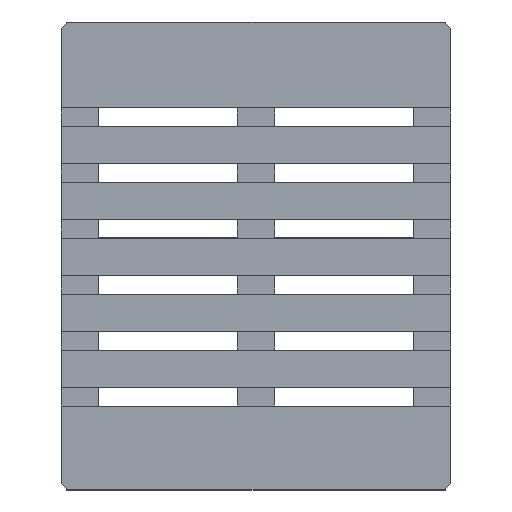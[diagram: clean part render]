
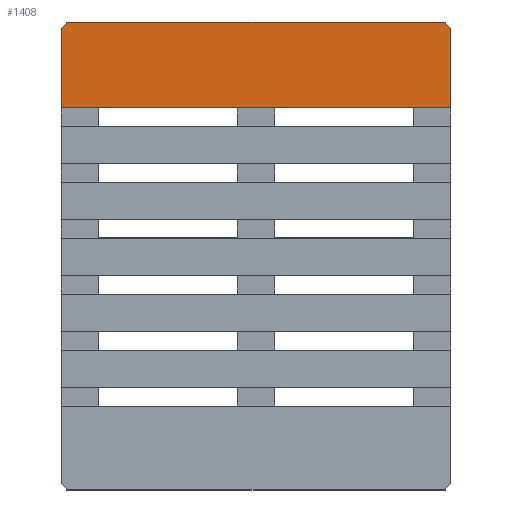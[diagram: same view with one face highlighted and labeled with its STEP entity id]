
A CAD part, top view. The second image highlights one B-rep face of the part: STEP entity #1408.
In plain terms, the highlighted planar face has unit normal (0, 0, 1).
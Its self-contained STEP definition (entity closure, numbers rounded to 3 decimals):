
#325 = VERTEX_POINT('',#326);
#326 = CARTESIAN_POINT('',(50.25,59.168,12.2));
#332 = EDGE_CURVE('',#325,#333,#335,.T.);
#333 = VERTEX_POINT('',#334);
#334 = CARTESIAN_POINT('',(50.25,39.047,12.2));
#335 = LINE('',#336,#337);
#336 = CARTESIAN_POINT('',(50.25,59.168,12.2));
#337 = VECTOR('',#338,1.);
#338 = DIRECTION('',(0.,-1.,0.));
#1408 = ADVANCED_FACE('',(#1409),#1450,.T.);
#1409 = FACE_BOUND('',#1410,.T.);
#1410 = EDGE_LOOP('',(#1411,#1412,#1420,#1428,#1436,#1444));
#1411 = ORIENTED_EDGE('',*,*,#332,.F.);
#1412 = ORIENTED_EDGE('',*,*,#1413,.F.);
#1413 = EDGE_CURVE('',#1414,#325,#1416,.T.);
#1414 = VERTEX_POINT('',#1415);
#1415 = CARTESIAN_POINT('',(48.748,61.045,
    12.2));
#1416 = LINE('',#1417,#1418);
#1417 = CARTESIAN_POINT('',(48.748,61.045,
    12.2));
#1418 = VECTOR('',#1419,1.);
#1419 = DIRECTION('',(0.625,-0.781,0.));
#1420 = ORIENTED_EDGE('',*,*,#1421,.T.);
#1421 = EDGE_CURVE('',#1414,#1422,#1424,.T.);
#1422 = VERTEX_POINT('',#1423);
#1423 = CARTESIAN_POINT('',(-48.247,61.045,
    12.2));
#1424 = LINE('',#1425,#1426);
#1425 = CARTESIAN_POINT('',(48.748,61.045,
    12.2));
#1426 = VECTOR('',#1427,1.);
#1427 = DIRECTION('',(-1.,0.,0.));
#1428 = ORIENTED_EDGE('',*,*,#1429,.T.);
#1429 = EDGE_CURVE('',#1422,#1430,#1432,.T.);
#1430 = VERTEX_POINT('',#1431);
#1431 = CARTESIAN_POINT('',(-49.75,59.168,12.2));
#1432 = LINE('',#1433,#1434);
#1433 = CARTESIAN_POINT('',(-48.247,61.045,
    12.2));
#1434 = VECTOR('',#1435,1.);
#1435 = DIRECTION('',(-0.625,-0.781,0.));
#1436 = ORIENTED_EDGE('',*,*,#1437,.T.);
#1437 = EDGE_CURVE('',#1430,#1438,#1440,.T.);
#1438 = VERTEX_POINT('',#1439);
#1439 = CARTESIAN_POINT('',(-49.75,39.047,12.2));
#1440 = LINE('',#1441,#1442);
#1441 = CARTESIAN_POINT('',(-49.75,59.168,12.2));
#1442 = VECTOR('',#1443,1.);
#1443 = DIRECTION('',(0.,-1.,0.));
#1444 = ORIENTED_EDGE('',*,*,#1445,.T.);
#1445 = EDGE_CURVE('',#1438,#333,#1446,.T.);
#1446 = LINE('',#1447,#1448);
#1447 = CARTESIAN_POINT('',(-49.75,39.047,12.2));
#1448 = VECTOR('',#1449,1.);
#1449 = DIRECTION('',(1.,0.,0.));
#1450 = PLANE('',#1451);
#1451 = AXIS2_PLACEMENT_3D('',#1452,#1453,#1454);
#1452 = CARTESIAN_POINT('',(0.25,49.953,
    12.2));
#1453 = DIRECTION('',(0.,0.,1.));
#1454 = DIRECTION('',(1.,0.,0.));
